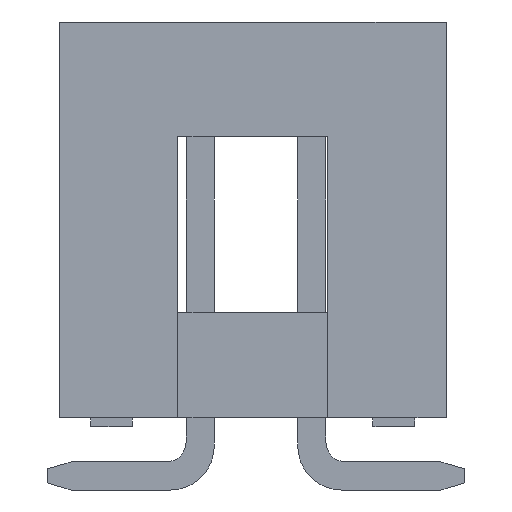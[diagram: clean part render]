
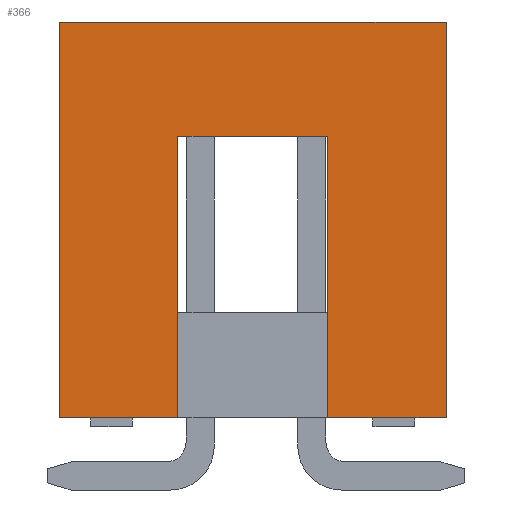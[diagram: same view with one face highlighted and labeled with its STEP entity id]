
A CAD part, left-side view. The second image highlights one B-rep face of the part: STEP entity #366.
In plain terms, the highlighted planar face has unit normal (-1, 0, 0).
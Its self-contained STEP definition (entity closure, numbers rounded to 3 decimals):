
#366=ADVANCED_FACE('',(#984),#985,.F.);
#984=FACE_OUTER_BOUND('',#1604,.T.);
#985=PLANE('',#1605);
#1604=EDGE_LOOP('',(#4039,#4040,#4041,#4042,#4043,#4044,#4045,#4046));
#1605=AXIS2_PLACEMENT_3D('',#4047,#4048,#4049);
#4039=ORIENTED_EDGE('',*,*,#4822,.T.);
#4040=ORIENTED_EDGE('',*,*,#4193,.F.);
#4041=ORIENTED_EDGE('',*,*,#4852,.F.);
#4042=ORIENTED_EDGE('',*,*,#4850,.F.);
#4043=ORIENTED_EDGE('',*,*,#4854,.T.);
#4044=ORIENTED_EDGE('',*,*,#4197,.F.);
#4045=ORIENTED_EDGE('',*,*,#4830,.T.);
#4046=ORIENTED_EDGE('',*,*,#4827,.T.);
#4047=CARTESIAN_POINT('',(-12.7,0.0,4.5));
#4048=DIRECTION('',(1.0,0.0,0.0));
#4049=DIRECTION('',(0.0,0.0,-1.0));
#4193=EDGE_CURVE('',#5073,#5075,#5076,.T.);
#4197=EDGE_CURVE('',#5081,#5083,#5084,.T.);
#4822=EDGE_CURVE('',#6118,#5075,#6119,.T.);
#4827=EDGE_CURVE('',#6125,#6118,#6126,.T.);
#4830=EDGE_CURVE('',#5081,#6125,#6130,.T.);
#4850=EDGE_CURVE('',#6159,#6161,#6162,.T.);
#4852=EDGE_CURVE('',#6161,#5073,#6164,.T.);
#4854=EDGE_CURVE('',#6159,#5083,#6166,.T.);
#5073=VERTEX_POINT('',#6501);
#5075=VERTEX_POINT('',#6504);
#5076=LINE('',#6505,#6506);
#5081=VERTEX_POINT('',#6513);
#5083=VERTEX_POINT('',#6516);
#5084=LINE('',#6517,#6518);
#6118=VERTEX_POINT('',#8128);
#6119=LINE('',#8129,#8130);
#6125=VERTEX_POINT('',#8140);
#6126=LINE('',#8141,#8142);
#6130=LINE('',#8148,#8149);
#6159=VERTEX_POINT('',#8196);
#6161=VERTEX_POINT('',#8199);
#6162=LINE('',#8200,#8201);
#6164=LINE('',#8204,#8205);
#6166=LINE('',#8208,#8209);
#6501=CARTESIAN_POINT('',(-12.7,-4.4,0.0));
#6504=CARTESIAN_POINT('',(-12.7,-1.7,0.0));
#6505=CARTESIAN_POINT('',(-12.7,0.0,0.0));
#6506=VECTOR('',#8353,1.0);
#6513=CARTESIAN_POINT('',(-12.7,1.7,0.0));
#6516=CARTESIAN_POINT('',(-12.7,4.4,0.0));
#6517=CARTESIAN_POINT('',(-12.7,0.0,0.0));
#6518=VECTOR('',#8357,1.0);
#8128=CARTESIAN_POINT('',(-12.7,-1.7,6.4));
#8129=CARTESIAN_POINT('',(-12.7,-1.7,3.825));
#8130=VECTOR('',#9078,1.0);
#8140=CARTESIAN_POINT('',(-12.7,1.7,6.4));
#8141=CARTESIAN_POINT('',(-12.7,0.0,6.4));
#8142=VECTOR('',#9083,1.0);
#8148=CARTESIAN_POINT('',(-12.7,1.7,3.825));
#8149=VECTOR('',#9086,1.0);
#8196=CARTESIAN_POINT('',(-12.7,4.4,9.0));
#8199=CARTESIAN_POINT('',(-12.7,-4.4,9.0));
#8200=CARTESIAN_POINT('',(-12.7,0.0,9.0));
#8201=VECTOR('',#9106,1.0);
#8204=CARTESIAN_POINT('',(-12.7,-4.4,4.5));
#8205=VECTOR('',#9108,1.0);
#8208=CARTESIAN_POINT('',(-12.7,4.4,4.5));
#8209=VECTOR('',#9110,1.0);
#8353=DIRECTION('',(0.0,1.0,0.0));
#8357=DIRECTION('',(0.0,1.0,0.0));
#9078=DIRECTION('',(0.0,0.0,-1.0));
#9083=DIRECTION('',(0.0,-1.0,0.0));
#9086=DIRECTION('',(-0.0,0.0,1.0));
#9106=DIRECTION('',(0.0,-1.0,0.0));
#9108=DIRECTION('',(0.0,0.0,-1.0));
#9110=DIRECTION('',(0.0,0.0,-1.0));
